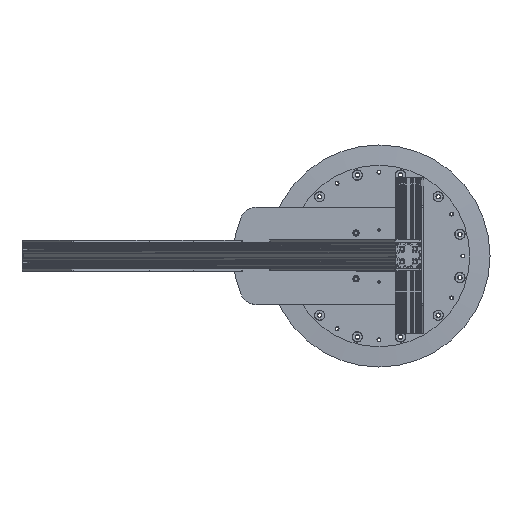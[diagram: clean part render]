
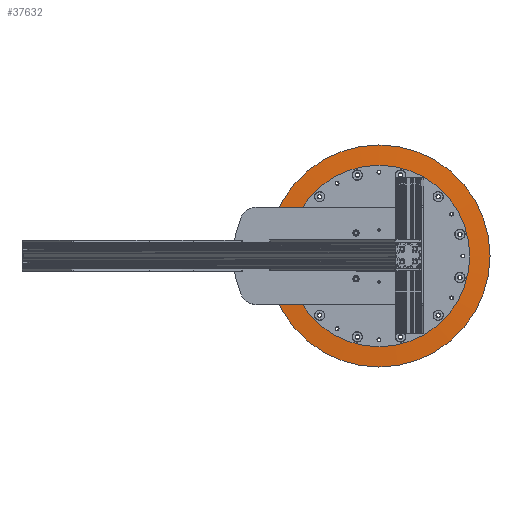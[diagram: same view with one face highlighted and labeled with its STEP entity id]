
A CAD part, top view. The second image highlights one B-rep face of the part: STEP entity #37632.
In plain terms, the highlighted conical face has half-angle 87.252 degrees and reference radius 280 mm.
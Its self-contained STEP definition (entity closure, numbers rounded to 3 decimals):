
#85=CONICAL_SURFACE('',#52542,280.,1.523);
#3400=FACE_OUTER_BOUND('',#6022,.T.);
#6022=EDGE_LOOP('',(#27137,#27138,#27139,#27140));
#8252=CIRCLE('',#52541,280.);
#8253=CIRCLE('',#52543,342.5);
#11104=VERTEX_POINT('',#74546);
#11105=VERTEX_POINT('',#74550);
#16944=EDGE_CURVE('',#11104,#11104,#8252,.T.);
#16946=EDGE_CURVE('',#11105,#11105,#8253,.T.);
#16947=EDGE_CURVE('',#11105,#11104,#41740,.T.);
#27137=ORIENTED_EDGE('',*,*,#16946,.F.);
#27138=ORIENTED_EDGE('',*,*,#16947,.T.);
#27139=ORIENTED_EDGE('',*,*,#16944,.T.);
#27140=ORIENTED_EDGE('',*,*,#16947,.F.);
#37632=ADVANCED_FACE('',(#3400),#85,.T.);
#41740=LINE('',#74552,#47740);
#47740=VECTOR('',#60252,280.);
#52541=AXIS2_PLACEMENT_3D('',#74547,#60245,#60246);
#52542=AXIS2_PLACEMENT_3D('',#74549,#60248,#60249);
#52543=AXIS2_PLACEMENT_3D('',#74551,#60250,#60251);
#60245=DIRECTION('center_axis',(0.,0.,
-1.));
#60246=DIRECTION('ref_axis',(0.,1.,0.));
#60248=DIRECTION('center_axis',(0.,0.,
-1.));
#60249=DIRECTION('ref_axis',(0.,1.,0.));
#60250=DIRECTION('center_axis',(0.,0.,
-1.));
#60251=DIRECTION('ref_axis',(0.,1.,0.));
#60252=DIRECTION('',(0.,0.999,0.048));
#74546=CARTESIAN_POINT('',(-130.,-280.,-135.));
#74547=CARTESIAN_POINT('Origin',(-130.,0.,-135.));
#74549=CARTESIAN_POINT('Origin',(-130.,0.,-135.));
#74550=CARTESIAN_POINT('',(-130.,-342.5,-138.));
#74551=CARTESIAN_POINT('Origin',(-130.,0.,-138.));
#74552=CARTESIAN_POINT('',(-130.,-280.,-135.));
